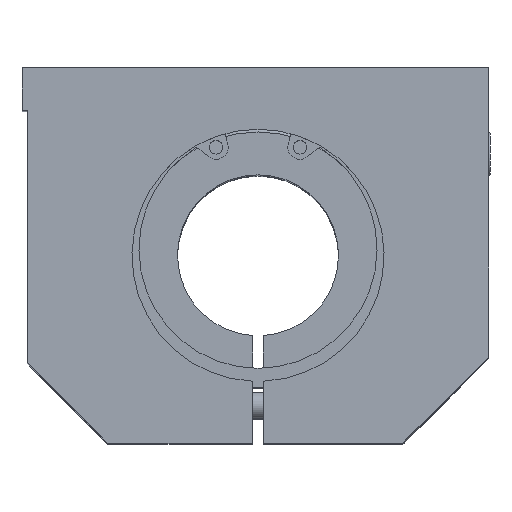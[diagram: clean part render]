
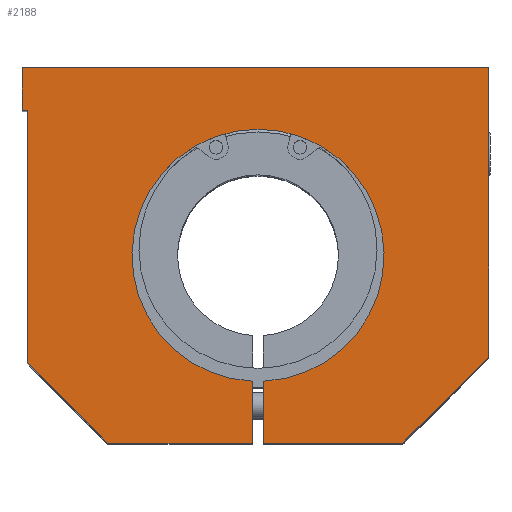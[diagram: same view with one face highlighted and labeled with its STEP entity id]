
A CAD part, top view. The second image highlights one B-rep face of the part: STEP entity #2188.
In plain terms, the highlighted planar face has unit normal (0, 0, 1).
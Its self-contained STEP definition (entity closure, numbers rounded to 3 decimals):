
#103=PLANE('',#2416);
#185=FACE_OUTER_BOUND('',#316,.T.);
#316=EDGE_LOOP('',(#1518,#1519,#1520,#1521,#1522,#1523,#1524,#1525,#1526,
#1527,#1528,#1529));
#472=LINE('',#3373,#675);
#473=LINE('',#3375,#676);
#474=LINE('',#3377,#677);
#475=LINE('',#3379,#678);
#476=LINE('',#3381,#679);
#477=LINE('',#3383,#680);
#478=LINE('',#3385,#681);
#479=LINE('',#3387,#682);
#480=LINE('',#3389,#683);
#481=LINE('',#3391,#684);
#482=LINE('',#3393,#685);
#675=VECTOR('',#2681,10.);
#676=VECTOR('',#2682,10.);
#677=VECTOR('',#2683,10.);
#678=VECTOR('',#2684,10.);
#679=VECTOR('',#2685,10.);
#680=VECTOR('',#2686,10.);
#681=VECTOR('',#2687,10.);
#682=VECTOR('',#2688,10.);
#683=VECTOR('',#2689,10.);
#684=VECTOR('',#2690,10.);
#685=VECTOR('',#2691,10.);
#881=CIRCLE('',#2417,23.5);
#979=VERTEX_POINT('',#3371);
#980=VERTEX_POINT('',#3372);
#981=VERTEX_POINT('',#3374);
#982=VERTEX_POINT('',#3376);
#983=VERTEX_POINT('',#3378);
#984=VERTEX_POINT('',#3380);
#985=VERTEX_POINT('',#3382);
#986=VERTEX_POINT('',#3384);
#987=VERTEX_POINT('',#3386);
#988=VERTEX_POINT('',#3388);
#989=VERTEX_POINT('',#3390);
#990=VERTEX_POINT('',#3392);
#1194=EDGE_CURVE('',#979,#980,#472,.T.);
#1195=EDGE_CURVE('',#981,#980,#473,.T.);
#1196=EDGE_CURVE('',#982,#981,#474,.T.);
#1197=EDGE_CURVE('',#983,#982,#475,.T.);
#1198=EDGE_CURVE('',#984,#983,#476,.T.);
#1199=EDGE_CURVE('',#984,#985,#477,.T.);
#1200=EDGE_CURVE('',#986,#985,#478,.T.);
#1201=EDGE_CURVE('',#987,#986,#479,.T.);
#1202=EDGE_CURVE('',#988,#987,#480,.T.);
#1203=EDGE_CURVE('',#989,#988,#481,.T.);
#1204=EDGE_CURVE('',#989,#990,#482,.T.);
#1205=EDGE_CURVE('',#990,#979,#881,.T.);
#1518=ORIENTED_EDGE('',*,*,#1194,.T.);
#1519=ORIENTED_EDGE('',*,*,#1195,.F.);
#1520=ORIENTED_EDGE('',*,*,#1196,.F.);
#1521=ORIENTED_EDGE('',*,*,#1197,.F.);
#1522=ORIENTED_EDGE('',*,*,#1198,.F.);
#1523=ORIENTED_EDGE('',*,*,#1199,.T.);
#1524=ORIENTED_EDGE('',*,*,#1200,.F.);
#1525=ORIENTED_EDGE('',*,*,#1201,.F.);
#1526=ORIENTED_EDGE('',*,*,#1202,.F.);
#1527=ORIENTED_EDGE('',*,*,#1203,.F.);
#1528=ORIENTED_EDGE('',*,*,#1204,.T.);
#1529=ORIENTED_EDGE('',*,*,#1205,.T.);
#2188=ADVANCED_FACE('',(#185),#103,.T.);
#2416=AXIS2_PLACEMENT_3D('',#3370,#2679,#2680);
#2417=AXIS2_PLACEMENT_3D('',#3394,#2692,#2693);
#2679=DIRECTION('center_axis',(0.,0.,1.));
#2680=DIRECTION('ref_axis',(1.,0.,0.));
#2681=DIRECTION('',(0.,-1.,0.));
#2682=DIRECTION('',(-1.,0.,0.));
#2683=DIRECTION('',(-0.707,-0.707,0.));
#2684=DIRECTION('',(0.,-1.,0.));
#2685=DIRECTION('',(1.,0.,0.));
#2686=DIRECTION('',(0.,-1.,0.));
#2687=DIRECTION('',(-1.,0.,0.));
#2688=DIRECTION('',(0.,1.,0.));
#2689=DIRECTION('',(-0.707,0.707,0.));
#2690=DIRECTION('',(-1.,0.,0.));
#2691=DIRECTION('',(0.,1.,0.));
#2692=DIRECTION('center_axis',(0.,0.,-1.));
#2693=DIRECTION('ref_axis',(-1.,0.,0.));
#3370=CARTESIAN_POINT('Origin',(-0.108,2.502,76.));
#3371=CARTESIAN_POINT('',(1.075,-23.475,76.));
#3372=CARTESIAN_POINT('',(1.075,-35.,76.));
#3373=CARTESIAN_POINT('',(1.075,-16.249,76.));
#3374=CARTESIAN_POINT('',(27.,-35.,76.));
#3375=CARTESIAN_POINT('',(27.,-35.,76.));
#3376=CARTESIAN_POINT('',(43.,-19.,76.));
#3377=CARTESIAN_POINT('',(43.,-19.,76.));
#3378=CARTESIAN_POINT('',(43.,35.,76.));
#3379=CARTESIAN_POINT('',(43.,35.,76.));
#3380=CARTESIAN_POINT('',(-44.,35.,76.));
#3381=CARTESIAN_POINT('',(-43.,35.,76.));
#3382=CARTESIAN_POINT('',(-44.,27.,76.));
#3383=CARTESIAN_POINT('',(-44.,-20.,76.));
#3384=CARTESIAN_POINT('',(-43.,27.,76.));
#3385=CARTESIAN_POINT('',(-43.,27.,76.));
#3386=CARTESIAN_POINT('',(-43.,-20.,76.));
#3387=CARTESIAN_POINT('',(-43.,-20.,76.));
#3388=CARTESIAN_POINT('',(-28.,-35.,76.));
#3389=CARTESIAN_POINT('',(-28.,-35.,76.));
#3390=CARTESIAN_POINT('',(-1.075,-35.,76.));
#3391=CARTESIAN_POINT('',(27.,-35.,76.));
#3392=CARTESIAN_POINT('',(-1.075,-23.475,76.));
#3393=CARTESIAN_POINT('',(-1.075,-9.986,76.));
#3394=CARTESIAN_POINT('Origin',(0.,0.,76.));
